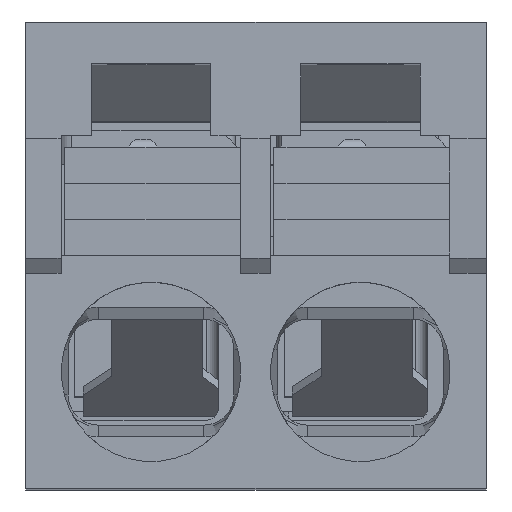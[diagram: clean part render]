
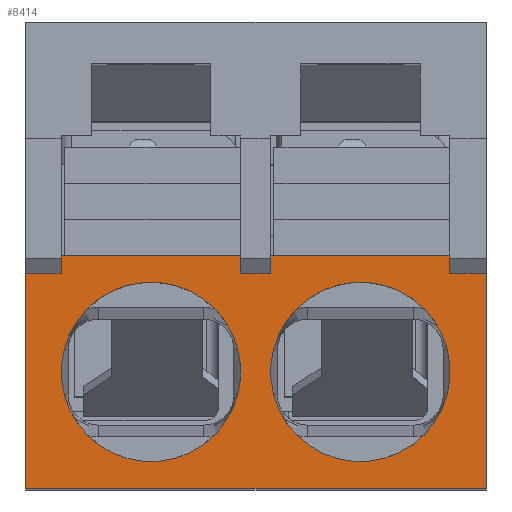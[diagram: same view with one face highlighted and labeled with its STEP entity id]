
A CAD part, top view. The second image highlights one B-rep face of the part: STEP entity #8414.
In plain terms, the highlighted planar face has unit normal (0, 0, 1).
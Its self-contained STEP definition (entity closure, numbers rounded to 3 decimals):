
#185=CIRCLE('',#8930,1.5);
#186=CIRCLE('',#8931,1.5);
#454=ORIENTED_EDGE('',*,*,#2856,.T.);
#455=ORIENTED_EDGE('',*,*,#2867,.F.);
#456=ORIENTED_EDGE('',*,*,#2947,.T.);
#457=ORIENTED_EDGE('',*,*,#2948,.T.);
#458=ORIENTED_EDGE('',*,*,#2949,.T.);
#459=ORIENTED_EDGE('',*,*,#2950,.F.);
#460=ORIENTED_EDGE('',*,*,#2951,.F.);
#461=ORIENTED_EDGE('',*,*,#2952,.T.);
#462=ORIENTED_EDGE('',*,*,#2953,.T.);
#463=ORIENTED_EDGE('',*,*,#2954,.F.);
#464=ORIENTED_EDGE('',*,*,#2955,.T.);
#465=ORIENTED_EDGE('',*,*,#2956,.T.);
#466=ORIENTED_EDGE('',*,*,#2957,.T.);
#467=ORIENTED_EDGE('',*,*,#2958,.T.);
#468=ORIENTED_EDGE('',*,*,#2959,.T.);
#469=ORIENTED_EDGE('',*,*,#2960,.T.);
#2856=EDGE_CURVE('',#4114,#4113,#4944,.T.);
#2867=EDGE_CURVE('',#4122,#4113,#4955,.T.);
#2947=EDGE_CURVE('',#4122,#4183,#5019,.T.);
#2948=EDGE_CURVE('',#4183,#4184,#5020,.T.);
#2949=EDGE_CURVE('',#4184,#4185,#5021,.T.);
#2950=EDGE_CURVE('',#4186,#4185,#5022,.T.);
#2951=EDGE_CURVE('',#4187,#4186,#5023,.T.);
#2952=EDGE_CURVE('',#4187,#4188,#5024,.T.);
#2953=EDGE_CURVE('',#4188,#4189,#5025,.T.);
#2954=EDGE_CURVE('',#4190,#4189,#5026,.T.);
#2955=EDGE_CURVE('',#4190,#4191,#5027,.T.);
#2956=EDGE_CURVE('',#4191,#4114,#5028,.T.);
#2957=EDGE_CURVE('',#4192,#4193,#185,.T.);
#2958=EDGE_CURVE('',#4193,#4192,#5029,.T.);
#2959=EDGE_CURVE('',#4194,#4195,#186,.T.);
#2960=EDGE_CURVE('',#4195,#4194,#5030,.T.);
#4113=VERTEX_POINT('',#11869);
#4114=VERTEX_POINT('',#11871);
#4122=VERTEX_POINT('',#11891);
#4183=VERTEX_POINT('',#12101);
#4184=VERTEX_POINT('',#12103);
#4185=VERTEX_POINT('',#12105);
#4186=VERTEX_POINT('',#12107);
#4187=VERTEX_POINT('',#12109);
#4188=VERTEX_POINT('',#12111);
#4189=VERTEX_POINT('',#12113);
#4190=VERTEX_POINT('',#12115);
#4191=VERTEX_POINT('',#12117);
#4192=VERTEX_POINT('',#12120);
#4193=VERTEX_POINT('',#12121);
#4194=VERTEX_POINT('',#12124);
#4195=VERTEX_POINT('',#12125);
#4944=LINE('',#11870,#6027);
#4955=LINE('',#11892,#6038);
#5019=LINE('',#12100,#6102);
#5020=LINE('',#12102,#6103);
#5021=LINE('',#12104,#6104);
#5022=LINE('',#12106,#6105);
#5023=LINE('',#12108,#6106);
#5024=LINE('',#12110,#6107);
#5025=LINE('',#12112,#6108);
#5026=LINE('',#12114,#6109);
#5027=LINE('',#12116,#6110);
#5028=LINE('',#12118,#6111);
#5029=LINE('',#12122,#6112);
#5030=LINE('',#12126,#6113);
#6027=VECTOR('',#9539,1000.);
#6038=VECTOR('',#9554,1000.);
#6102=VECTOR('',#9688,1000.);
#6103=VECTOR('',#9689,1000.);
#6104=VECTOR('',#9690,1000.);
#6105=VECTOR('',#9691,1000.);
#6106=VECTOR('',#9692,1000.);
#6107=VECTOR('',#9693,1000.);
#6108=VECTOR('',#9694,1000.);
#6109=VECTOR('',#9695,1000.);
#6110=VECTOR('',#9696,1000.);
#6111=VECTOR('',#9697,1000.);
#6112=VECTOR('',#9700,1000.);
#6113=VECTOR('',#9703,1000.);
#7120=EDGE_LOOP('',(#454,#455,#456,#457,#458,#459,#460,#461,#462,#463,#464,
#465));
#7121=EDGE_LOOP('',(#466,#467));
#7122=EDGE_LOOP('',(#468,#469));
#7587=FACE_BOUND('',#7120,.T.);
#7588=FACE_BOUND('',#7121,.T.);
#7589=FACE_BOUND('',#7122,.T.);
#8050=PLANE('',#8929);
#8414=ADVANCED_FACE('',(#7587,#7588,#7589),#8050,.F.);
#8929=AXIS2_PLACEMENT_3D('',#12099,#9686,#9687);
#8930=AXIS2_PLACEMENT_3D('',#12119,#9698,#9699);
#8931=AXIS2_PLACEMENT_3D('',#12123,#9701,#9702);
#9539=DIRECTION('',(0.,1.,0.));
#9554=DIRECTION('',(1.,0.,0.));
#9686=DIRECTION('',(0.,0.,-1.));
#9687=DIRECTION('',(0.,1.,0.));
#9688=DIRECTION('',(0.,-1.,0.));
#9689=DIRECTION('',(-1.,0.,0.));
#9690=DIRECTION('',(0.,-1.,0.));
#9691=DIRECTION('',(-1.,0.,0.));
#9692=DIRECTION('',(0.,-1.,0.));
#9693=DIRECTION('',(-1.,0.,0.));
#9694=DIRECTION('',(0.,1.,0.));
#9695=DIRECTION('',(1.,0.,0.));
#9696=DIRECTION('',(0.,-1.,0.));
#9697=DIRECTION('',(-1.,0.,0.));
#9698=DIRECTION('',(0.,0.,-1.));
#9699=DIRECTION('',(1.,0.,0.));
#9700=DIRECTION('',(0.,-1.,0.));
#9701=DIRECTION('',(0.,0.,-1.));
#9702=DIRECTION('',(1.,0.,0.));
#9703=DIRECTION('',(0.,-1.,0.));
#11869=CARTESIAN_POINT('',(-0.26,0.,7.25));
#11870=CARTESIAN_POINT('',(-0.26,-0.3,7.25));
#11871=CARTESIAN_POINT('',(-0.26,-0.3,7.25));
#11891=CARTESIAN_POINT('',(-3.26,0.,7.25));
#11892=CARTESIAN_POINT('',(-3.26,0.,7.25));
#12099=CARTESIAN_POINT('',(3.85,-0.3,7.25));
#12100=CARTESIAN_POINT('',(-3.26,1.95,7.25));
#12101=CARTESIAN_POINT('',(-3.26,-0.3,7.25));
#12102=CARTESIAN_POINT('',(3.85,-0.3,7.25));
#12103=CARTESIAN_POINT('',(-3.85,-0.3,7.25));
#12104=CARTESIAN_POINT('',(-3.85,-0.3,7.25));
#12105=CARTESIAN_POINT('',(-3.85,-3.9,7.25));
#12106=CARTESIAN_POINT('',(3.85,-3.9,7.25));
#12107=CARTESIAN_POINT('',(3.85,-3.9,7.25));
#12108=CARTESIAN_POINT('',(3.85,-0.3,7.25));
#12109=CARTESIAN_POINT('',(3.85,-0.3,7.25));
#12110=CARTESIAN_POINT('',(3.85,-0.3,7.25));
#12111=CARTESIAN_POINT('',(3.24,-0.3,7.25));
#12112=CARTESIAN_POINT('',(3.24,-0.3,7.25));
#12113=CARTESIAN_POINT('',(3.24,0.,7.25));
#12114=CARTESIAN_POINT('',(0.24,0.,7.25));
#12115=CARTESIAN_POINT('',(0.24,0.,7.25));
#12116=CARTESIAN_POINT('',(0.24,1.95,7.25));
#12117=CARTESIAN_POINT('',(0.24,-0.3,7.25));
#12118=CARTESIAN_POINT('',(3.85,-0.3,7.25));
#12119=CARTESIAN_POINT('',(1.745,-1.95,7.25));
#12120=CARTESIAN_POINT('',(3.24,-2.072,7.25));
#12121=CARTESIAN_POINT('',(3.24,-1.828,7.25));
#12122=CARTESIAN_POINT('',(3.24,-1.828,7.25));
#12123=CARTESIAN_POINT('',(-1.755,-1.95,7.25));
#12124=CARTESIAN_POINT('',(-0.26,-2.072,7.25));
#12125=CARTESIAN_POINT('',(-0.26,-1.828,7.25));
#12126=CARTESIAN_POINT('',(-0.26,-1.828,7.25));
